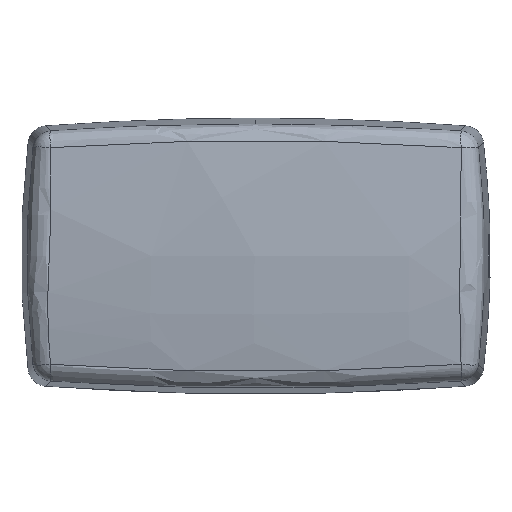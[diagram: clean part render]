
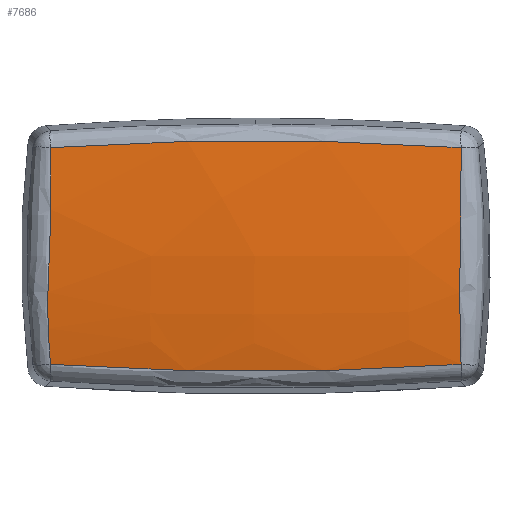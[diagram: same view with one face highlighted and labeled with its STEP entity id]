
A CAD part, front view. The second image highlights one B-rep face of the part: STEP entity #7686.
In plain terms, the highlighted free-form (B-spline) face has degree [3, 3] with [8, 7] control points.
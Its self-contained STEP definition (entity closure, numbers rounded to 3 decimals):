
#2227=CARTESIAN_POINT('',(-32.396,19.255,17.098));
#2245=CARTESIAN_POINT('',(-32.396,19.255,
-17.101));
#2246=CARTESIAN_POINT('',(-32.047,19.975,
-11.429));
#2247=CARTESIAN_POINT('',(-32.511,20.456,
-2.884));
#2248=CARTESIAN_POINT('',(-32.874,20.12,7.138));
#2249=CARTESIAN_POINT('',(-32.759,19.698,12.843));
#2250=CARTESIAN_POINT('',(-32.55,19.414,15.683));
#2251=CARTESIAN_POINT('',(-32.396,19.255,17.098));
#2253=CARTESIAN_POINT('',(-32.396,19.255,
-17.101));
#2254=CARTESIAN_POINT('',(-27.014,19.617,
-17.47));
#2255=CARTESIAN_POINT('',(-16.222,20.16,
-18.027));
#2256=CARTESIAN_POINT('',(0.,20.431,
-18.301));
#2257=CARTESIAN_POINT('',(13.518,20.205,-18.071));
#2258=CARTESIAN_POINT('',(24.315,19.753,-17.61));
#2259=CARTESIAN_POINT('',(29.705,19.436,-17.285));
#2260=CARTESIAN_POINT('',(32.396,19.255,-17.101));
#2262=CARTESIAN_POINT('',(32.396,19.255,17.097));
#2263=CARTESIAN_POINT('',(32.311,19.433,15.679));
#2264=CARTESIAN_POINT('',(32.193,19.741,12.842));
#2265=CARTESIAN_POINT('',(32.116,20.176,7.163));
#2266=CARTESIAN_POINT('',(32.285,20.466,-2.8));
#2267=CARTESIAN_POINT('',(32.536,19.93,-11.414));
#2268=CARTESIAN_POINT('',(32.396,19.255,-17.101));
#2270=CARTESIAN_POINT('',(-32.396,19.255,17.098));
#2271=CARTESIAN_POINT('',(-27.012,19.617,17.471));
#2272=CARTESIAN_POINT('',(-16.22,20.16,18.032));
#2273=CARTESIAN_POINT('',(0.,20.432,18.31));
#2274=CARTESIAN_POINT('',(13.517,20.206,18.078));
#2275=CARTESIAN_POINT('',(24.314,19.753,17.611));
#2276=CARTESIAN_POINT('',(29.704,19.436,17.284));
#2277=CARTESIAN_POINT('',(32.396,19.255,17.097));
#4366=VERTEX_POINT('',#2227);
#4673=CARTESIAN_POINT('',(32.396,19.255,17.097));
#4674=VERTEX_POINT('',#4673);
#4702=VERTEX_POINT('',#2268);
#4750=VERTEX_POINT('',#2245);
#7620=CARTESIAN_POINT('',(33.063,19.169,17.391));
#7621=CARTESIAN_POINT('',(32.966,19.364,15.862));
#7622=CARTESIAN_POINT('',(32.837,19.686,12.917));
#7623=CARTESIAN_POINT('',(32.756,20.127,7.139));
#7624=CARTESIAN_POINT('',(32.921,20.418,-2.903));
#7625=CARTESIAN_POINT('',(33.181,19.869,-11.606));
#7626=CARTESIAN_POINT('',(33.033,19.17,-17.397));
#7627=CARTESIAN_POINT('',(30.155,19.368,17.599));
#7628=CARTESIAN_POINT('',(30.062,19.565,16.06));
#7629=CARTESIAN_POINT('',(29.943,19.899,13.091));
#7630=CARTESIAN_POINT('',(29.878,20.352,7.245));
#7631=CARTESIAN_POINT('',(30.066,20.654,-2.949));
#7632=CARTESIAN_POINT('',(30.311,20.079,-11.777));
#7633=CARTESIAN_POINT('',(30.125,19.369,-17.602));
#7634=CARTESIAN_POINT('',(24.549,19.7,17.947));
#7635=CARTESIAN_POINT('',(24.459,19.902,16.393));
#7636=CARTESIAN_POINT('',(24.347,20.245,13.382));
#7637=CARTESIAN_POINT('',(24.3,20.715,7.419));
#7638=CARTESIAN_POINT('',(24.519,21.032,-3.03));
#7639=CARTESIAN_POINT('',(24.757,20.434,-12.064));
#7640=CARTESIAN_POINT('',(24.518,19.701,-17.946));
#7641=CARTESIAN_POINT('',(13.539,20.16,18.428));
#7642=CARTESIAN_POINT('',(13.437,20.367,16.853));
#7643=CARTESIAN_POINT('',(13.311,20.728,13.785));
#7644=CARTESIAN_POINT('',(13.262,21.228,7.661));
#7645=CARTESIAN_POINT('',(13.517,21.579,-3.144));
#7646=CARTESIAN_POINT('',(13.787,20.935,-12.461));
#7647=CARTESIAN_POINT('',(13.502,20.16,-18.422));
#7648=CARTESIAN_POINT('',(0.029,20.387,18.662));
#7649=CARTESIAN_POINT('',(-0.106,20.594,
17.077));
#7650=CARTESIAN_POINT('',(-0.281,20.955,
13.98));
#7651=CARTESIAN_POINT('',(-0.379,21.467,
7.775));
#7652=CARTESIAN_POINT('',(-0.112,21.846,
-3.21));
#7653=CARTESIAN_POINT('',(0.252,21.195,
-12.657));
#7654=CARTESIAN_POINT('',(-0.015,20.384,
-18.653));
#7655=CARTESIAN_POINT('',(-16.398,20.113,18.377));
#7656=CARTESIAN_POINT('',(-16.574,20.31,16.807));
#7657=CARTESIAN_POINT('',(-16.809,20.65,13.743));
#7658=CARTESIAN_POINT('',(-16.965,21.144,7.625));
#7659=CARTESIAN_POINT('',(-16.683,21.529,
-3.169));
#7660=CARTESIAN_POINT('',(-16.204,20.923,
-12.426));
#7661=CARTESIAN_POINT('',(-16.452,20.109,
-18.372));
#7662=CARTESIAN_POINT('',(-27.404,19.555,17.79));
#7663=CARTESIAN_POINT('',(-27.586,19.738,16.247));
#7664=CARTESIAN_POINT('',(-27.825,20.047,13.253));
#7665=CARTESIAN_POINT('',(-27.97,20.5,7.321));
#7666=CARTESIAN_POINT('',(-27.642,20.857,
-3.064));
#7667=CARTESIAN_POINT('',(-27.147,20.329,
-11.946));
#7668=CARTESIAN_POINT('',(-27.463,19.55,
-17.791));
#7669=CARTESIAN_POINT('',(-33.004,19.173,17.39));
#7670=CARTESIAN_POINT('',(-33.178,19.347,15.866));
#7671=CARTESIAN_POINT('',(-33.4,19.643,12.919));
#7672=CARTESIAN_POINT('',(-33.513,20.071,7.115));
#7673=CARTESIAN_POINT('',(-33.142,20.409,
-2.989));
#7674=CARTESIAN_POINT('',(-32.672,19.915,
-11.62));
#7675=CARTESIAN_POINT('',(-33.064,19.167,
-17.396));
#7676=B_SPLINE_SURFACE_WITH_KNOTS('',3,3,((#7620,#7621,#7622,#7623,#7624,#7625,
#7626),(#7627,#7628,#7629,#7630,#7631,#7632,#7633),(#7634,#7635,#7636,#7637,
#7638,#7639,#7640),(#7641,#7642,#7643,#7644,#7645,#7646,#7647),(#7648,#7649,
#7650,#7651,#7652,#7653,#7654),(#7655,#7656,#7657,#7658,#7659,#7660,#7661),(
#7662,#7663,#7664,#7665,#7666,#7667,#7668),(#7669,#7670,#7671,#7672,#7673,#7674,
#7675)),.UNSPECIFIED.,.F.,.F.,.F.,(4,1,1,1,1,4),(4,1,1,1,4),(-0.01,
0.125,0.25,0.5,0.75,1.01),(-0.01,0.125,
0.25,0.5,1.01),.UNSPECIFIED.);
#7678=ORIENTED_EDGE('',*,*,#7677,.F.);
#7680=ORIENTED_EDGE('',*,*,#7679,.T.);
#7682=ORIENTED_EDGE('',*,*,#7681,.F.);
#7683=ORIENTED_EDGE('',*,*,#7608,.F.);
#7684=EDGE_LOOP('',(#7678,#7680,#7682,#7683));
#7685=FACE_OUTER_BOUND('',#7684,.F.);
#7686=ADVANCED_FACE('',(#7685),#7676,.F.);
#2252=B_SPLINE_CURVE_WITH_KNOTS('',3,(#2245,#2246,#2247,#2248,#2249,#2250,
#2251),.UNSPECIFIED.,.F.,.F.,(4,1,1,1,4),(0.,0.5,0.75,0.875,1.),
.UNSPECIFIED.);
#2261=B_SPLINE_CURVE_WITH_KNOTS('',3,(#2253,#2254,#2255,#2256,#2257,#2258,#2259,
#2260),.UNSPECIFIED.,.F.,.F.,(4,1,1,1,1,4),(0.,0.25,0.5,0.75,0.875,
1.),.UNSPECIFIED.);
#2269=B_SPLINE_CURVE_WITH_KNOTS('',3,(#2262,#2263,#2264,#2265,#2266,#2267,
#2268),.UNSPECIFIED.,.F.,.F.,(4,1,1,1,4),(0.,0.125,0.25,0.5,1.),
.UNSPECIFIED.);
#2278=B_SPLINE_CURVE_WITH_KNOTS('',3,(#2270,#2271,#2272,#2273,#2274,#2275,#2276,
#2277),.UNSPECIFIED.,.F.,.F.,(4,1,1,1,1,4),(0.,0.25,0.5,0.75,0.875,
1.),.UNSPECIFIED.);
#7608=EDGE_CURVE('',#4366,#4674,#2278,.T.);
#7677=EDGE_CURVE('',#4750,#4366,#2252,.T.);
#7679=EDGE_CURVE('',#4750,#4702,#2261,.T.);
#7681=EDGE_CURVE('',#4674,#4702,#2269,.T.);
